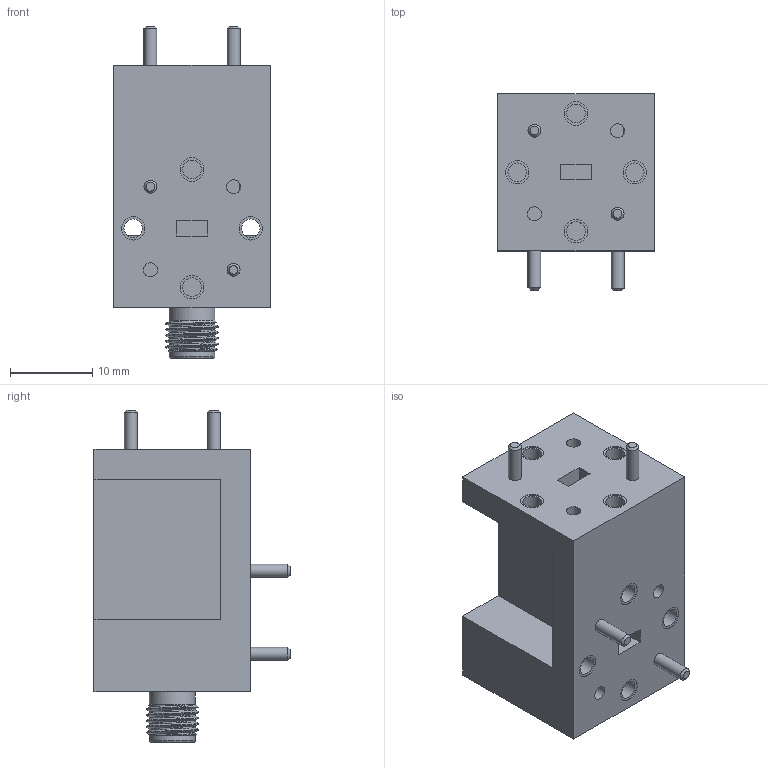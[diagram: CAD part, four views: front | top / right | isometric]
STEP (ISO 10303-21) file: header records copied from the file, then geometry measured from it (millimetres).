
FILE_DESCRIPTION (( 'STEP AP203' ), '1' );
FILE_NAME ('PE13U1002_3D.step', '2022-02-09T18:57:03', ( '' ), ( '' ), 'SwSTEP 2.0', 'SolidWorks 2021', '' );
FILE_SCHEMA (( 'CONFIG_CONTROL_DESIGN' ));
Length unit declared in the file: inch
Products named in the file (1): PE13U1002_3D
Bounding box: 19.05 x 23.8 x 40.31 mm (x, y, z)
Volume: 8017 mm3; surface area: 4150.9 mm2
Topology: 1 solids, 1 shells, 198 faces, 405 edges, 246 vertices
Faces by surface type: plane 103, cylinder 49, cone 42, bspline 3, torus 1
Full cylindrical faces by diameter (mm): 0.94 x1, 1.194 x1, 1.511 x1, 1.562 x4, 1.702 x4, 1.854 x1, 2.261 x8, 2.845 x16, 3.328 x4, 3.556 x4, 4.572 x1, 5.582 x2
Entity records: 6593 total; most frequent: CARTESIAN_POINT 2658, DIRECTION 825, ORIENTED_EDGE 652, AXIS2_PLACEMENT_3D 344, EDGE_CURVE 326, EDGE_LOOP 311, FACE_OUTER_BOUND 246, VERTEX_POINT 229
